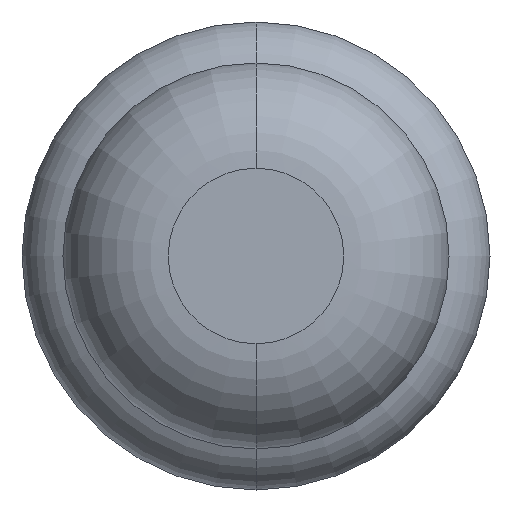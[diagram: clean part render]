
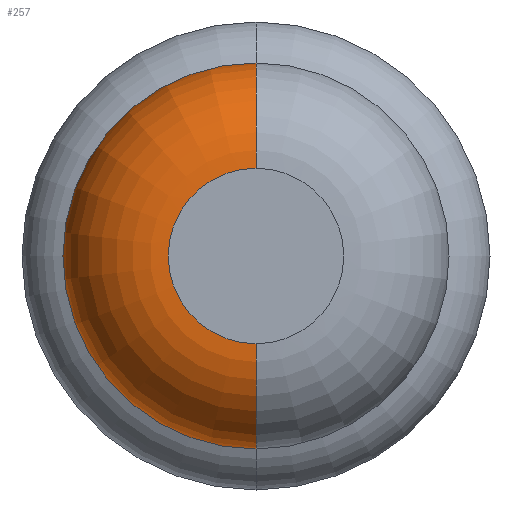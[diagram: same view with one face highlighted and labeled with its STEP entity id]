
A CAD part, front view. The second image highlights one B-rep face of the part: STEP entity #257.
In plain terms, the highlighted toroidal (fillet/blend) face has major radius 0.375 mm and minor radius 0.45 mm.
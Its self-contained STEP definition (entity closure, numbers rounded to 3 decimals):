
#10 = EDGE_CURVE ( 'Defeature ausgef�hrt1_6+Defeature ausgef�hrt1_5+Defeature ausgef�hrt1_5+Defeature ausgef�hrt1_5', #2469, #3178, #378, .T. ) ;
#22 = DIRECTION ( 'NONE',  ( 0., 1., 0. ) ) ;
#28 = EDGE_CURVE ( 'NONE', #2469, #35, #2494, .T. ) ;
#35 = VERTEX_POINT ( 'NONE', #2209 ) ;
#257 = ADVANCED_FACE ( 'Defeature ausgef�hrt1_6', ( #2876 ), #2792, .T. ) ;
#319 = DIRECTION ( 'NONE',  ( 0., 0., -1. ) ) ;
#343 = DIRECTION ( 'NONE',  ( 0., 1., 0. ) ) ;
#378 = CIRCLE ( 'NONE', #382, 0.375 ) ;
#382 = AXIS2_PLACEMENT_3D ( 'NONE', #562, #22, #1051 ) ;
#562 = CARTESIAN_POINT ( 'NONE',  ( 0., -30.4, 0. ) ) ;
#734 = VERTEX_POINT ( 'NONE', #1169 ) ;
#945 = DIRECTION ( 'NONE',  ( 0., 0., 1. ) ) ;
#968 = EDGE_CURVE ( 'NONE', #3178, #734, #2144, .T. ) ;
#1051 = DIRECTION ( 'NONE',  ( 0., 0., 1. ) ) ;
#1082 = DIRECTION ( 'NONE',  ( 0., 0., 1. ) ) ;
#1169 = CARTESIAN_POINT ( 'NONE',  ( 0., -29.95, 0.825 ) ) ;
#1183 = ORIENTED_EDGE ( 'NONE', *, *, #968, .T. ) ;
#1290 = AXIS2_PLACEMENT_3D ( 'NONE', #1826, #2094, #1843 ) ;
#1476 = CIRCLE ( 'NONE', #1552, 0.825 ) ;
#1552 = AXIS2_PLACEMENT_3D ( 'NONE', #2448, #343, #1082 ) ;
#1748 = EDGE_LOOP ( 'NONE', ( #3004, #2577, #1183, #3333 ) ) ;
#1826 = CARTESIAN_POINT ( 'NONE',  ( 0., -29.95, 0.375 ) ) ;
#1843 = DIRECTION ( 'NONE',  ( 0., 0., 1. ) ) ;
#2094 = DIRECTION ( 'NONE',  ( -1., 0., 0. ) ) ;
#2144 = CIRCLE ( 'NONE', #1290, 0.45 ) ;
#2209 = CARTESIAN_POINT ( 'NONE',  ( 0., -29.95, -0.825 ) ) ;
#2341 = EDGE_CURVE ( 'Defeature ausgef�hrt1_7+Defeature ausgef�hrt1_6+Defeature ausgef�hrt1_6+Defeature ausgef�hrt1_6', #35, #734, #1476, .T. ) ;
#2391 = CARTESIAN_POINT ( 'NONE',  ( 0., -30.4, 0.375 ) ) ;
#2441 = CARTESIAN_POINT ( 'NONE',  ( 0., -29.95, -0.375 ) ) ;
#2448 = CARTESIAN_POINT ( 'NONE',  ( 0., -29.95, 0. ) ) ;
#2469 = VERTEX_POINT ( 'NONE', #2823 ) ;
#2494 = CIRCLE ( 'NONE', #2629, 0.45 ) ;
#2577 = ORIENTED_EDGE ( 'NONE', *, *, #10, .T. ) ;
#2629 = AXIS2_PLACEMENT_3D ( 'NONE', #2441, #2985, #319 ) ;
#2792 = TOROIDAL_SURFACE ( 'NONE', #2880, 0.375, 0.45 ) ;
#2817 = DIRECTION ( 'NONE',  ( 0., 1., 0. ) ) ;
#2823 = CARTESIAN_POINT ( 'NONE',  ( 0., -30.4, -0.375 ) ) ;
#2876 = FACE_OUTER_BOUND ( 'NONE', #1748, .T. ) ;
#2880 = AXIS2_PLACEMENT_3D ( 'NONE', #3358, #2817, #945 ) ;
#2985 = DIRECTION ( 'NONE',  ( 1., 0., 0. ) ) ;
#3004 = ORIENTED_EDGE ( 'NONE', *, *, #28, .F. ) ;
#3178 = VERTEX_POINT ( 'NONE', #2391 ) ;
#3333 = ORIENTED_EDGE ( 'NONE', *, *, #2341, .F. ) ;
#3358 = CARTESIAN_POINT ( 'NONE',  ( 0., -29.95, 0. ) ) ;
